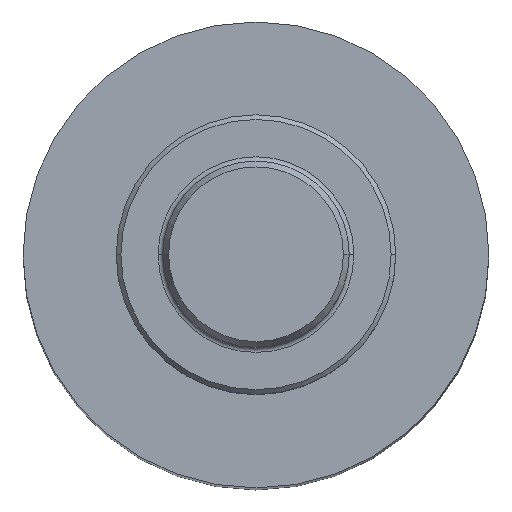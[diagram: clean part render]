
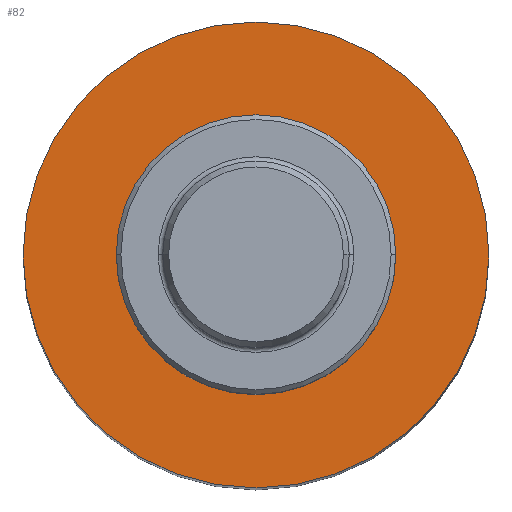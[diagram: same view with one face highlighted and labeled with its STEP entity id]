
A CAD part, top view. The second image highlights one B-rep face of the part: STEP entity #82.
In plain terms, the highlighted planar face has unit normal (0, 0, 1).
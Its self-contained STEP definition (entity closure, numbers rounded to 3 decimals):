
#7 = DIRECTION ( 'NONE',  ( 1., 0., 0. ) ) ;
#15 = DIRECTION ( 'NONE',  ( 0., 0., 1. ) ) ;
#35 = EDGE_LOOP ( 'NONE', ( #541, #157 ) ) ;
#42 = CIRCLE ( 'NONE', #679, 10. ) ;
#68 = DIRECTION ( 'NONE',  ( 0., 0., 1. ) ) ;
#82 = ADVANCED_FACE ( 'NONE', ( #348, #865 ), #432, .T. ) ;
#152 = DIRECTION ( 'NONE',  ( 0., 0., 1. ) ) ;
#157 = ORIENTED_EDGE ( 'NONE', *, *, #1006, .T. ) ;
#172 = VERTEX_POINT ( 'NONE', #305 ) ;
#183 = CARTESIAN_POINT ( 'NONE',  ( -10., 0., -9.15 ) ) ;
#196 = VERTEX_POINT ( 'NONE', #626 ) ;
#215 = CARTESIAN_POINT ( 'NONE',  ( 0., 0., -9.15 ) ) ;
#254 = EDGE_CURVE ( 'NONE', #288, #196, #715, .T. ) ;
#288 = VERTEX_POINT ( 'NONE', #547 ) ;
#305 = CARTESIAN_POINT ( 'NONE',  ( 10., 0., -9.15 ) ) ;
#337 = CARTESIAN_POINT ( 'NONE',  ( 0., 0., -9.15 ) ) ;
#348 = FACE_BOUND ( 'NONE', #638, .T. ) ;
#365 = DIRECTION ( 'NONE',  ( 1., 0., 0. ) ) ;
#369 = CARTESIAN_POINT ( 'NONE',  ( 0., 0., -9.15 ) ) ;
#405 = EDGE_CURVE ( 'NONE', #172, #423, #42, .T. ) ;
#423 = VERTEX_POINT ( 'NONE', #183 ) ;
#425 = AXIS2_PLACEMENT_3D ( 'NONE', #337, #1151, #7 ) ;
#432 = PLANE ( 'NONE',  #425 ) ;
#464 = AXIS2_PLACEMENT_3D ( 'NONE', #215, #1112, #365 ) ;
#538 = ORIENTED_EDGE ( 'NONE', *, *, #1135, .F. ) ;
#541 = ORIENTED_EDGE ( 'NONE', *, *, #405, .T. ) ;
#547 = CARTESIAN_POINT ( 'NONE',  ( 6., 0., -9.15 ) ) ;
#560 = AXIS2_PLACEMENT_3D ( 'NONE', #369, #15, #793 ) ;
#570 = DIRECTION ( 'NONE',  ( 1., 0., 0. ) ) ;
#626 = CARTESIAN_POINT ( 'NONE',  ( -6., 0., -9.15 ) ) ;
#638 = EDGE_LOOP ( 'NONE', ( #975, #538 ) ) ;
#677 = CARTESIAN_POINT ( 'NONE',  ( 0., 0., -9.15 ) ) ;
#679 = AXIS2_PLACEMENT_3D ( 'NONE', #858, #152, #863 ) ;
#715 = CIRCLE ( 'NONE', #560, 6. ) ;
#793 = DIRECTION ( 'NONE',  ( 1., 0., 0. ) ) ;
#841 = CIRCLE ( 'NONE', #464, 10. ) ;
#858 = CARTESIAN_POINT ( 'NONE',  ( 0., 0., -9.15 ) ) ;
#863 = DIRECTION ( 'NONE',  ( 1., 0., 0. ) ) ;
#865 = FACE_OUTER_BOUND ( 'NONE', #35, .T. ) ;
#877 = AXIS2_PLACEMENT_3D ( 'NONE', #677, #68, #570 ) ;
#975 = ORIENTED_EDGE ( 'NONE', *, *, #254, .F. ) ;
#1006 = EDGE_CURVE ( 'NONE', #423, #172, #841, .T. ) ;
#1112 = DIRECTION ( 'NONE',  ( 0., 0., 1. ) ) ;
#1135 = EDGE_CURVE ( 'NONE', #196, #288, #1147, .T. ) ;
#1147 = CIRCLE ( 'NONE', #877, 6. ) ;
#1151 = DIRECTION ( 'NONE',  ( 0., 0., 1. ) ) ;
